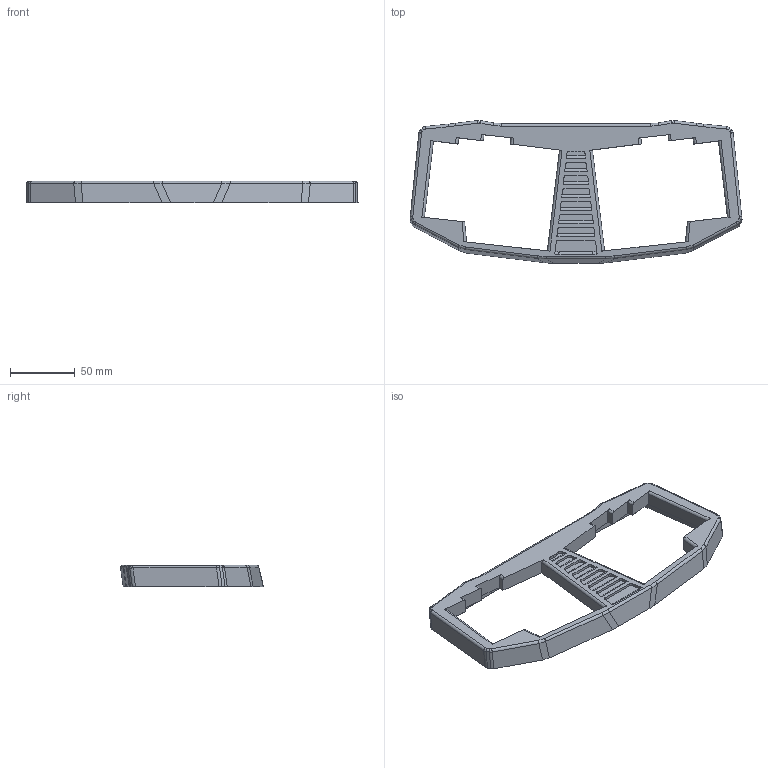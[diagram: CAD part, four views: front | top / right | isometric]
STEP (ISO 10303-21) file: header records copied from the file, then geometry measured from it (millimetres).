
FILE_DESCRIPTION(/* description */ (''),/* implementation_level */ '2;1');
FILE_NAME(/* name */ 'Claudia Shell MX.step',/* time_stamp */ '2023-12-10T21:35:26-08:00',/* author */ (''),/* organization */ (''),/* preprocessor_version */ 'ST-DEVELOPER v20',/* originating_system */ 'Autodesk Translation Framework v12.14.0.127',/* authorisation */ '');
FILE_SCHEMA (('AUTOMOTIVE_DESIGN { 1 0 10303 214 3 1 1 }'));
Length unit declared in the file: millimetre
Products named in the file (1): Claudia 3dp shell
Bounding box: 255.93 x 110.14 x 16.5 mm (x, y, z)
Volume: 119705.3 mm3; surface area: 43326.5 mm2
Topology: 1 solids, 1 shells, 242 faces, 656 edges, 430 vertices
Faces by surface type: plane 119, cylinder 85, bspline 32, cone 6
Full cylindrical faces by diameter (mm): 1.471 x6
Entity records: 7898 total; most frequent: CARTESIAN_POINT 1799, ORIENTED_EDGE 1300, DIRECTION 1192, EDGE_CURVE 650, LINE 434, VECTOR 434, VERTEX_POINT 430, AXIS2_PLACEMENT_3D 379
